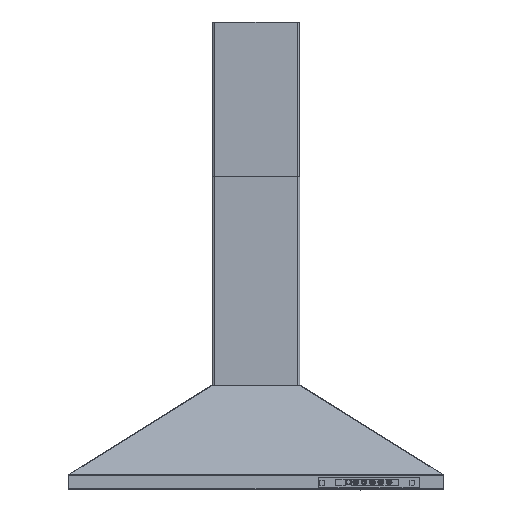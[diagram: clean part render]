
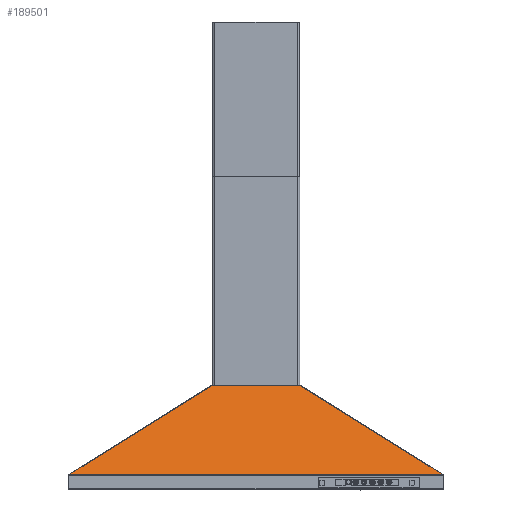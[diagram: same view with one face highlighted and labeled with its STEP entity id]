
A CAD part, top view. The second image highlights one B-rep face of the part: STEP entity #189501.
In plain terms, the highlighted planar face has unit normal (0, 0.802, 0.597).
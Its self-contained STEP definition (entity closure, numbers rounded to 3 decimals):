
#189415=DIRECTION('',(1.,0.,0.));
#189416=VECTOR('',#189415,211.);
#189417=CARTESIAN_POINT('',(-105.5,215.,181.));
#189418=LINE('',#189417,#189416);
#189431=DIRECTION('',(-1.,0.,0.));
#189432=VECTOR('',#189431,898.);
#189433=CARTESIAN_POINT('',(449.,0.,470.));
#189434=LINE('',#189433,#189432);
#189435=DIRECTION('',(0.69,0.432,-0.581));
#189436=VECTOR('',#189435,497.733);
#189437=CARTESIAN_POINT('',(-449.,0.,470.));
#189438=LINE('',#189437,#189436);
#189439=DIRECTION('',(0.69,-0.432,0.581));
#189440=VECTOR('',#189439,497.733);
#189441=CARTESIAN_POINT('',(105.5,215.,181.));
#189442=LINE('',#189441,#189440);
#189444=CARTESIAN_POINT('',(-105.5,215.,181.));
#189446=VERTEX_POINT('',#189444);
#189447=CARTESIAN_POINT('',(105.5,215.,181.));
#189448=VERTEX_POINT('',#189447);
#189451=CARTESIAN_POINT('',(-449.,0.,470.));
#189452=CARTESIAN_POINT('',(449.,0.,470.));
#189453=VERTEX_POINT('',#189451);
#189454=VERTEX_POINT('',#189452);
#189487=CARTESIAN_POINT('',(0.,107.5,325.5));
#189488=DIRECTION('',(0.,0.802,0.597));
#189489=DIRECTION('',(1.,0.,0.));
#189490=AXIS2_PLACEMENT_3D('',#189487,#189488,#189489);
#189491=PLANE('',#189490);
#189493=ORIENTED_EDGE('',*,*,#189492,.T.);
#189495=ORIENTED_EDGE('',*,*,#189494,.T.);
#189496=ORIENTED_EDGE('',*,*,#189476,.T.);
#189498=ORIENTED_EDGE('',*,*,#189497,.T.);
#189499=EDGE_LOOP('',(#189493,#189495,#189496,#189498));
#189500=FACE_OUTER_BOUND('',#189499,.F.);
#189501=ADVANCED_FACE('',(#189500),#189491,.T.);
#189476=EDGE_CURVE('',#189446,#189448,#189418,.T.);
#189492=EDGE_CURVE('',#189454,#189453,#189434,.T.);
#189494=EDGE_CURVE('',#189453,#189446,#189438,.T.);
#189497=EDGE_CURVE('',#189448,#189454,#189442,.T.);
